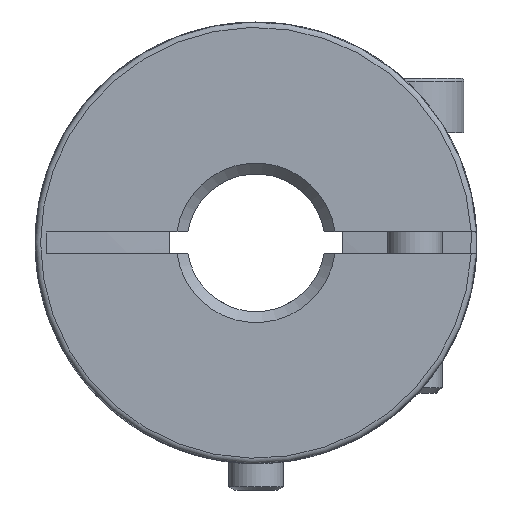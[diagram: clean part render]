
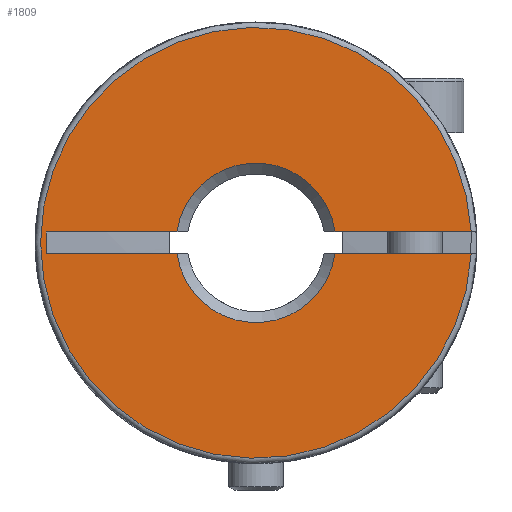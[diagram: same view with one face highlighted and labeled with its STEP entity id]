
A CAD part, front view. The second image highlights one B-rep face of the part: STEP entity #1809.
In plain terms, the highlighted face is planar.
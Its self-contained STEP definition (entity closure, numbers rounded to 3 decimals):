
#28=PLANE('',#1929);
#162=CIRCLE('',#1928,3.675);
#163=CIRCLE('',#1930,9.925);
#164=CIRCLE('',#1931,3.675);
#241=FACE_OUTER_BOUND('',#361,.T.);
#361=EDGE_LOOP('',(#1236,#1237,#1238,#1239,#1240,#1241,#1242,#1243));
#552=LINE('',#4021,#678);
#553=LINE('',#4025,#679);
#554=LINE('',#4029,#680);
#555=LINE('',#4031,#681);
#556=LINE('',#4032,#682);
#678=VECTOR('',#2109,6.272);
#679=VECTOR('',#2112,6.272);
#680=VECTOR('',#2115,6.034);
#681=VECTOR('',#2116,1.);
#682=VECTOR('',#2117,6.034);
#818=VERTEX_POINT('',#4007);
#821=VERTEX_POINT('',#4014);
#822=VERTEX_POINT('',#4020);
#823=VERTEX_POINT('',#4022);
#824=VERTEX_POINT('',#4024);
#825=VERTEX_POINT('',#4026);
#826=VERTEX_POINT('',#4028);
#827=VERTEX_POINT('',#4030);
#989=EDGE_CURVE('',#821,#818,#162,.T.);
#990=EDGE_CURVE('',#822,#821,#552,.T.);
#991=EDGE_CURVE('',#823,#822,#163,.T.);
#992=EDGE_CURVE('',#824,#823,#553,.T.);
#993=EDGE_CURVE('',#825,#824,#164,.T.);
#994=EDGE_CURVE('',#826,#825,#554,.T.);
#995=EDGE_CURVE('',#827,#826,#555,.T.);
#996=EDGE_CURVE('',#818,#827,#556,.T.);
#1236=ORIENTED_EDGE('',*,*,#989,.F.);
#1237=ORIENTED_EDGE('',*,*,#990,.F.);
#1238=ORIENTED_EDGE('',*,*,#991,.F.);
#1239=ORIENTED_EDGE('',*,*,#992,.F.);
#1240=ORIENTED_EDGE('',*,*,#993,.F.);
#1241=ORIENTED_EDGE('',*,*,#994,.F.);
#1242=ORIENTED_EDGE('',*,*,#995,.F.);
#1243=ORIENTED_EDGE('',*,*,#996,.F.);
#1809=ADVANCED_FACE('',(#241),#28,.T.);
#1928=AXIS2_PLACEMENT_3D('',#4018,#2105,#2106);
#1929=AXIS2_PLACEMENT_3D('',#4019,#2107,#2108);
#1930=AXIS2_PLACEMENT_3D('',#4023,#2110,#2111);
#1931=AXIS2_PLACEMENT_3D('',#4027,#2113,#2114);
#2105=DIRECTION('center_axis',(0.,-1.,0.));
#2106=DIRECTION('ref_axis',(-0.921,0.,0.391));
#2107=DIRECTION('center_axis',(0.,-1.,0.));
#2108=DIRECTION('ref_axis',(-0.921,0.,0.391));
#2109=DIRECTION('',(-1.,0.,0.));
#2110=DIRECTION('center_axis',(0.,1.,0.));
#2111=DIRECTION('ref_axis',(-1.,0.,0.));
#2112=DIRECTION('',(1.,0.,0.));
#2113=DIRECTION('center_axis',(0.,-1.,0.));
#2114=DIRECTION('ref_axis',(0.921,0.,-0.391));
#2115=DIRECTION('',(1.,0.,0.));
#2116=DIRECTION('',(0.,0.,-1.));
#2117=DIRECTION('',(-1.,0.,0.));
#4007=CARTESIAN_POINT('',(-3.641,0.,0.5));
#4014=CARTESIAN_POINT('',(3.641,0.,0.5));
#4018=CARTESIAN_POINT('Origin',(0.,0.,0.));
#4019=CARTESIAN_POINT('Origin',(-9.366,0.,3.976));
#4020=CARTESIAN_POINT('',(9.912,0.,0.5));
#4021=CARTESIAN_POINT('',(10.175,0.,0.5));
#4022=CARTESIAN_POINT('',(9.912,0.,-0.5));
#4023=CARTESIAN_POINT('Origin',(0.,0.,0.));
#4024=CARTESIAN_POINT('',(3.641,0.,-0.5));
#4025=CARTESIAN_POINT('',(-9.675,0.,-0.5));
#4026=CARTESIAN_POINT('',(-3.641,0.,-0.5));
#4027=CARTESIAN_POINT('Origin',(0.,0.,0.));
#4028=CARTESIAN_POINT('',(-9.675,0.,-0.5));
#4029=CARTESIAN_POINT('',(-9.675,0.,-0.5));
#4030=CARTESIAN_POINT('',(-9.675,0.,0.5));
#4031=CARTESIAN_POINT('',(-9.675,0.,0.5));
#4032=CARTESIAN_POINT('',(10.175,0.,0.5));
